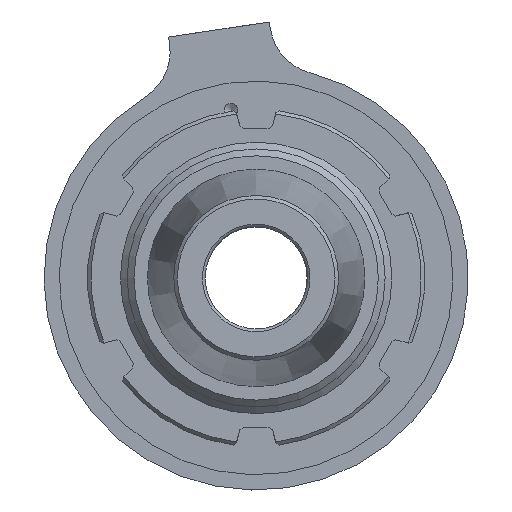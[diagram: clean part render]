
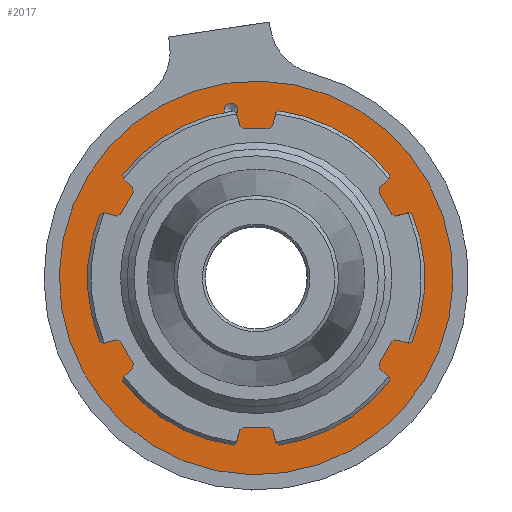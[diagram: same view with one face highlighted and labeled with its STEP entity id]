
A CAD part, left-side view. The second image highlights one B-rep face of the part: STEP entity #2017.
In plain terms, the highlighted planar face has unit normal (-1, 0, 0).
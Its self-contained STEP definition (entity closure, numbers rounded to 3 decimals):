
#2017 = ADVANCED_FACE( '', ( #3140, #3141, #3142 ), #3143, .T. );
#3140 = FACE_BOUND( '', #6004, .T. );
#3141 = FACE_BOUND( '', #6005, .T. );
#3142 = FACE_OUTER_BOUND( '', #6006, .T. );
#3143 = PLANE( '', #6007 );
#6004 = EDGE_LOOP( '', ( #7750 ) );
#6005 = EDGE_LOOP( '', ( #7751 ) );
#6006 = EDGE_LOOP( '', ( #7752 ) );
#6007 = AXIS2_PLACEMENT_3D( '', #7753, #7754, #7755 );
#7750 = ORIENTED_EDGE( '', *, *, #10198, .T. );
#7751 = ORIENTED_EDGE( '', *, *, #10231, .F. );
#7752 = ORIENTED_EDGE( '', *, *, #10316, .T. );
#7753 = CARTESIAN_POINT( '', ( -27.5, 0., 0. ) );
#7754 = DIRECTION( '', ( -1., 0., 0. ) );
#7755 = DIRECTION( '', ( 0., 0., 1. ) );
#10198 = EDGE_CURVE( '', #13704, #13704, #13705, .T. );
#10231 = EDGE_CURVE( '', #13757, #13757, #13758, .T. );
#10316 = EDGE_CURVE( '', #13903, #13903, #13904, .T. );
#13704 = VERTEX_POINT( '', #15387 );
#13705 = CIRCLE( '', #15388, 1. );
#13757 = VERTEX_POINT( '', #15482 );
#13758 = CIRCLE( '', #15483, 21.15 );
#13903 = VERTEX_POINT( '', #16854 );
#13904 = CIRCLE( '', #16855, 29. );
#15387 = CARTESIAN_POINT( '', ( -27.5, 0., 26. ) );
#15388 = AXIS2_PLACEMENT_3D( '', #17609, #17610, #17611 );
#15482 = CARTESIAN_POINT( '', ( -27.5, 0., 21.15 ) );
#15483 = AXIS2_PLACEMENT_3D( '', #17686, #17687, #17688 );
#16854 = CARTESIAN_POINT( '', ( -27.5, 0., 29. ) );
#16855 = AXIS2_PLACEMENT_3D( '', #17767, #17768, #17769 );
#17609 = CARTESIAN_POINT( '', ( -27.5, 0., 25. ) );
#17610 = DIRECTION( '', ( 1., 0., 0. ) );
#17611 = DIRECTION( '', ( 0., 0., 1. ) );
#17686 = CARTESIAN_POINT( '', ( -27.5, 0., 0. ) );
#17687 = DIRECTION( '', ( -1., 0., 0. ) );
#17688 = DIRECTION( '', ( 0., 0., 1. ) );
#17767 = CARTESIAN_POINT( '', ( -27.5, 0., 0. ) );
#17768 = DIRECTION( '', ( -1., 0., 0. ) );
#17769 = DIRECTION( '', ( 0., 0., 1. ) );
